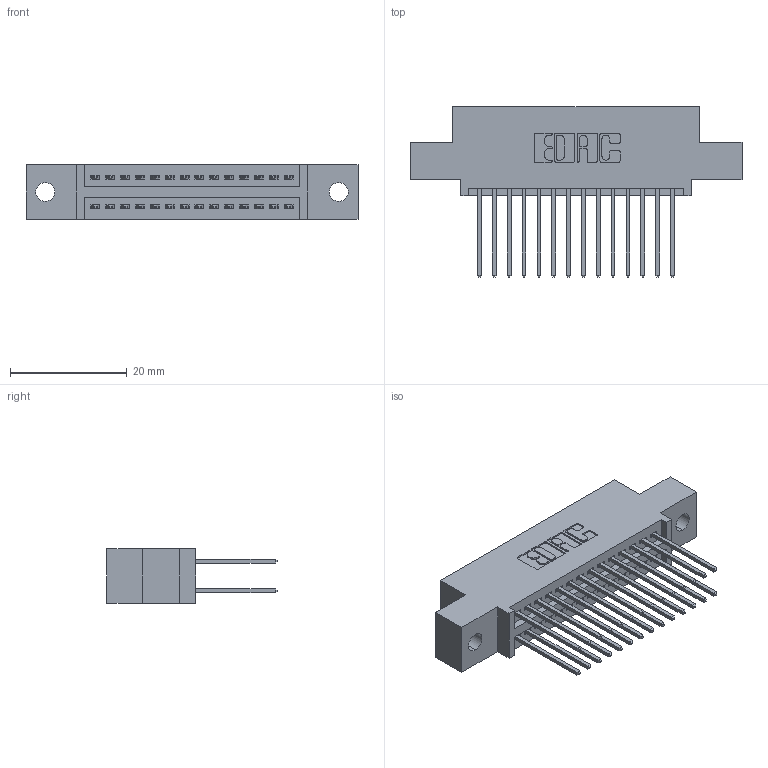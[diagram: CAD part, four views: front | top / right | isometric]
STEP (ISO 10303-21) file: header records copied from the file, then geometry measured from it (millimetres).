
FILE_DESCRIPTION (( 'STEP AP203' ), '1' );
FILE_NAME ('395-028-540-502.STEP', '2019-10-16T19:30:10', ( '' ), ( '' ), 'SwSTEP 2.0', 'SolidWorks 2016', '' );
FILE_SCHEMA (( 'CONFIG_CONTROL_DESIGN' ));
Length unit declared in the file: inch
Products named in the file (3): 345 Part_0.110 Offset - 0.128 Dia; 345-292-001_345-293-140; 395-028-540-502
Assembly tree (29 placements, depth 2):
  395-028-540-502
    345 Part_0.110 Offset - 0.128 Dia
    345-292-001_345-293-140  x28
Bounding box: 56.77 x 29.13 x 9.4 mm (x, y, z)
Volume: 5250.8 mm3; surface area: 7531.8 mm2
Topology: 29 solids, 29 shells, 1530 faces, 4525 edges, 2978 vertices
Faces by surface type: plane 1008, cylinder 522
Entity records: 14907 total; most frequent: CARTESIAN_POINT 2528, ORIENTED_EDGE 2462, DIRECTION 2263, EDGE_CURVE 1231, LINE 1043, VECTOR 1043, VERTEX_POINT 818, AXIS2_PLACEMENT_3D 610
